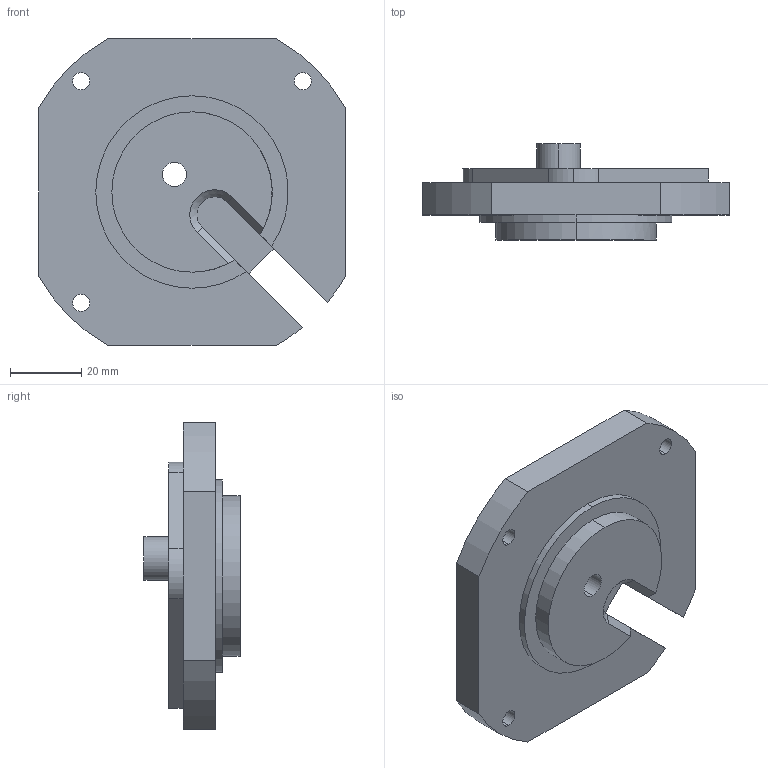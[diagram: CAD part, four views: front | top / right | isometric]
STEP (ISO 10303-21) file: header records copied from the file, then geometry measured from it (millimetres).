
FILE_DESCRIPTION (( 'STEP AP214' ), '1' );
FILE_NAME ('ALTI_USI_98_B-support BAC.STEP', '2020-09-30T08:18:19', ( '' ), ( '' ), 'SwSTEP 2.0', 'SolidWorks 2020', '' );
FILE_SCHEMA (( 'AUTOMOTIVE_DESIGN' ));
Length unit declared in the file: millimetre
Products named in the file (1): ALTI_USI_98_B-support BAC
Bounding box: 86 x 27 x 86 mm (x, y, z)
Volume: 77754.8 mm3; surface area: 19822.5 mm2
Topology: 1 solids, 1 shells, 62 faces, 156 edges, 100 vertices
Faces by surface type: cylinder 31, plane 22, cone 9
Entity records: 1947 total; most frequent: DIRECTION 351, CARTESIAN_POINT 325, ORIENTED_EDGE 312, EDGE_CURVE 156, AXIS2_PLACEMENT_3D 134, VERTEX_POINT 100, LINE 83, VECTOR 83
